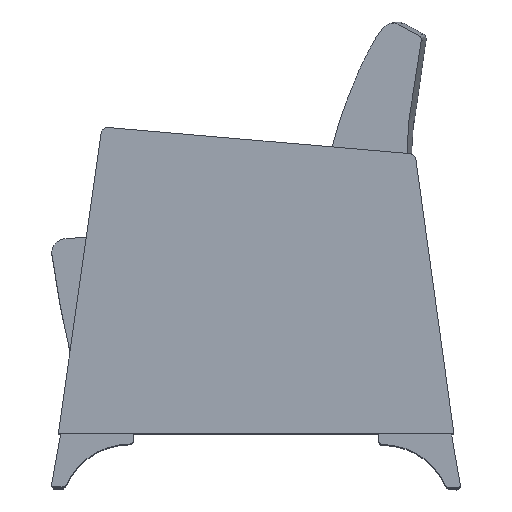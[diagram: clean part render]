
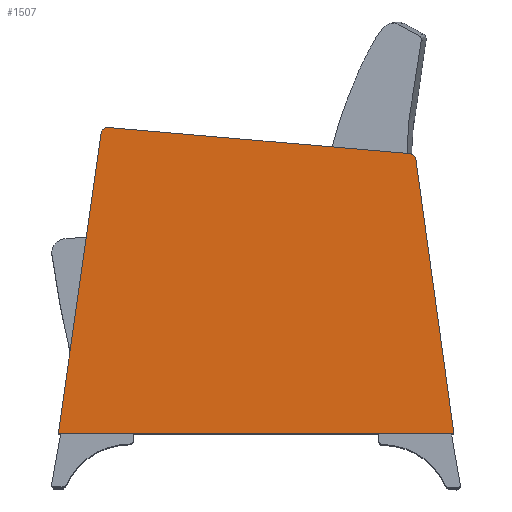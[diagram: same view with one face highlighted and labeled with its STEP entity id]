
A CAD part, top view. The second image highlights one B-rep face of the part: STEP entity #1507.
In plain terms, the highlighted planar face has unit normal (0, 0, 1).
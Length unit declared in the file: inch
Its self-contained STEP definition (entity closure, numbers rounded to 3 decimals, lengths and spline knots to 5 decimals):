
#140=PLANE('',#1691);
#178=LINE('',#3396,#226);
#181=LINE('',#3401,#229);
#182=LINE('',#3406,#230);
#183=LINE('',#3407,#231);
#226=VECTOR('',#1993,0.3937);
#229=VECTOR('',#1998,0.3937);
#230=VECTOR('',#2003,0.3937);
#231=VECTOR('',#2004,0.3937);
#312=FACE_OUTER_BOUND('',#415,.T.);
#415=EDGE_LOOP('',(#1278,#1279,#1280,#1281,#1282,#1283));
#524=CIRCLE('',#1685,0.5);
#527=CIRCLE('',#1692,0.5);
#725=VERTEX_POINT('',#3376);
#726=VERTEX_POINT('',#3377);
#733=VERTEX_POINT('',#3395);
#734=VERTEX_POINT('',#3399);
#735=VERTEX_POINT('',#3403);
#736=VERTEX_POINT('',#3405);
#916=EDGE_CURVE('',#725,#726,#524,.T.);
#925=EDGE_CURVE('',#726,#733,#178,.T.);
#928=EDGE_CURVE('',#725,#734,#181,.T.);
#929=EDGE_CURVE('',#735,#734,#527,.T.);
#930=EDGE_CURVE('',#736,#735,#182,.T.);
#931=EDGE_CURVE('',#733,#736,#183,.T.);
#1278=ORIENTED_EDGE('',*,*,#916,.F.);
#1279=ORIENTED_EDGE('',*,*,#928,.T.);
#1280=ORIENTED_EDGE('',*,*,#929,.F.);
#1281=ORIENTED_EDGE('',*,*,#930,.F.);
#1282=ORIENTED_EDGE('',*,*,#931,.F.);
#1283=ORIENTED_EDGE('',*,*,#925,.F.);
#1507=ADVANCED_FACE('',(#312),#140,.T.);
#1685=AXIS2_PLACEMENT_3D('',#3378,#1977,#1978);
#1691=AXIS2_PLACEMENT_3D('',#3402,#1999,#2000);
#1692=AXIS2_PLACEMENT_3D('',#3404,#2001,#2002);
#1977=DIRECTION('center_axis',(0.,0.,-1.));
#1978=DIRECTION('ref_axis',(0.687,0.726,0.));
#1993=DIRECTION('',(0.139,-0.99,0.));
#1998=DIRECTION('',(-0.996,0.084,0.));
#1999=DIRECTION('center_axis',(0.,0.,1.));
#2000=DIRECTION('ref_axis',(1.,0.,0.));
#2001=DIRECTION('center_axis',(0.,0.,-1.));
#2002=DIRECTION('ref_axis',(-0.656,0.755,0.));
#2003=DIRECTION('',(0.139,0.99,0.));
#2004=DIRECTION('',(-1.,0.,0.));
#3376=CARTESIAN_POINT('',(9.12104,20.07558,2.75));
#3377=CARTESIAN_POINT('',(9.57405,19.64695,2.75));
#3378=CARTESIAN_POINT('Origin',(9.07891,19.57736,2.75));
#3395=CARTESIAN_POINT('',(12.28079,0.38751,2.75));
#3396=CARTESIAN_POINT('',(9.25916,21.88751,2.75));
#3399=CARTESIAN_POINT('',(-12.15771,21.87479,2.75));
#3401=CARTESIAN_POINT('',(-6.44152,21.39147,2.75));
#3402=CARTESIAN_POINT('Origin',(-1.61059,10.43854,2.75));
#3403=CARTESIAN_POINT('',(-12.54082,21.45709,2.75));
#3404=CARTESIAN_POINT('Origin',(-12.04569,21.38751,2.75));
#3405=CARTESIAN_POINT('',(-15.50196,0.38751,2.75));
#3406=CARTESIAN_POINT('',(-15.50196,0.38751,2.75));
#3407=CARTESIAN_POINT('',(12.28079,0.38751,2.75));
